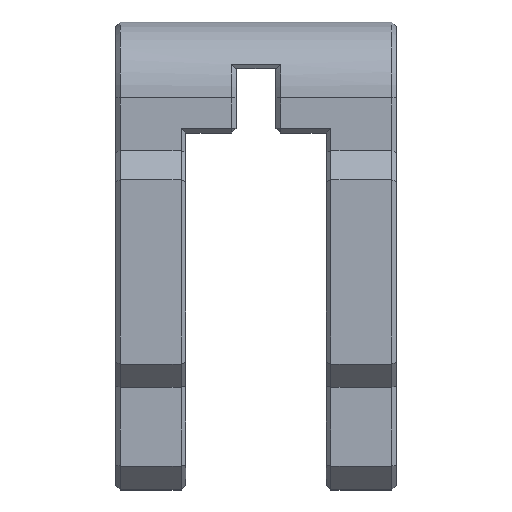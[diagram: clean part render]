
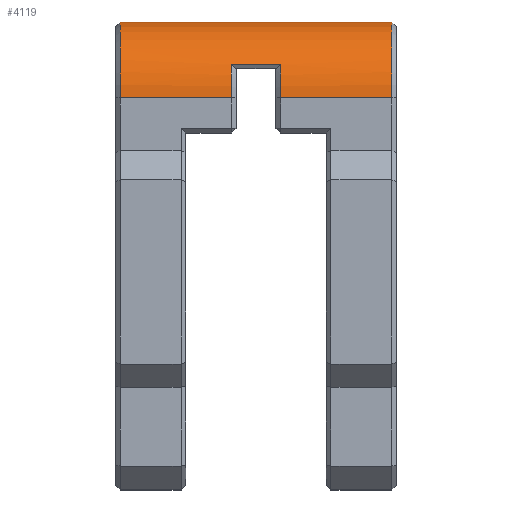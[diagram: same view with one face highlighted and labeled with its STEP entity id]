
A CAD part, top view. The second image highlights one B-rep face of the part: STEP entity #4119.
In plain terms, the highlighted cylindrical face has radius 6.5 mm (diameter 13 mm), a partial arc.
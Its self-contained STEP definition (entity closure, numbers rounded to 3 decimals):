
#874 = PLANE('',#875);
#875 = AXIS2_PLACEMENT_3D('',#876,#877,#878);
#876 = CARTESIAN_POINT('',(-12.,6.,12.5));
#877 = DIRECTION('',(0.,0.,1.));
#878 = DIRECTION('',(1.,0.,0.));
#2315 = EDGE_CURVE('',#2316,#2318,#2320,.T.);
#2316 = VERTEX_POINT('',#2317);
#2317 = CARTESIAN_POINT('',(-11.6,13.5,12.5));
#2318 = VERTEX_POINT('',#2319);
#2319 = CARTESIAN_POINT('',(-2.1,13.5,12.5));
#2320 = SURFACE_CURVE('',#2321,(#2325,#2332),.PCURVE_S1.);
#2321 = LINE('',#2322,#2323);
#2322 = CARTESIAN_POINT('',(-12.,13.5,12.5));
#2323 = VECTOR('',#2324,1.);
#2324 = DIRECTION('',(1.,0.,0.));
#2325 = PCURVE('',#874,#2326);
#2326 = DEFINITIONAL_REPRESENTATION('',(#2327),#2331);
#2327 = LINE('',#2328,#2329);
#2328 = CARTESIAN_POINT('',(0.,7.5));
#2329 = VECTOR('',#2330,1.);
#2330 = DIRECTION('',(1.,0.));
#2331 = ( GEOMETRIC_REPRESENTATION_CONTEXT(2) 
PARAMETRIC_REPRESENTATION_CONTEXT() REPRESENTATION_CONTEXT('2D SPACE',''
  ) );
#2332 = PCURVE('',#2333,#2338);
#2333 = CYLINDRICAL_SURFACE('',#2334,6.5);
#2334 = AXIS2_PLACEMENT_3D('',#2335,#2336,#2337);
#2335 = CARTESIAN_POINT('',(-12.,13.5,6.));
#2336 = DIRECTION('',(1.,0.,0.));
#2337 = DIRECTION('',(0.,0.,1.));
#2338 = DEFINITIONAL_REPRESENTATION('',(#2339),#2343);
#2339 = LINE('',#2340,#2341);
#2340 = CARTESIAN_POINT('',(-0.,0.));
#2341 = VECTOR('',#2342,1.);
#2342 = DIRECTION('',(-0.,1.));
#2343 = ( GEOMETRIC_REPRESENTATION_CONTEXT(2) 
PARAMETRIC_REPRESENTATION_CONTEXT() REPRESENTATION_CONTEXT('2D SPACE',''
  ) );
#3161 = CONICAL_SURFACE('',#3162,6.5,0.785);
#3162 = AXIS2_PLACEMENT_3D('',#3163,#3164,#3165);
#3163 = CARTESIAN_POINT('',(-11.6,13.5,6.));
#3164 = DIRECTION('',(1.,0.,0.));
#3165 = DIRECTION('',(0.,0.,1.));
#3507 = CONICAL_SURFACE('',#3508,6.5,0.785);
#3508 = AXIS2_PLACEMENT_3D('',#3509,#3510,#3511);
#3509 = CARTESIAN_POINT('',(-2.1,13.5,6.));
#3510 = DIRECTION('',(-1.,0.,0.));
#3511 = DIRECTION('',(0.,0.,1.));
#3905 = PLANE('',#3906);
#3906 = AXIS2_PLACEMENT_3D('',#3907,#3908,#3909);
#3907 = CARTESIAN_POINT('',(-13.,20.,0.));
#3908 = DIRECTION('',(0.,1.,0.));
#3909 = DIRECTION('',(0.,0.,1.));
#4119 = ADVANCED_FACE('',(#4120),#2333,.T.);
#4120 = FACE_BOUND('',#4121,.F.);
#4121 = EDGE_LOOP('',(#4122,#4123,#4147,#4170,#4199,#4227,#4256,#4284));
#4122 = ORIENTED_EDGE('',*,*,#2315,.F.);
#4123 = ORIENTED_EDGE('',*,*,#4124,.T.);
#4124 = EDGE_CURVE('',#2316,#4125,#4127,.T.);
#4125 = VERTEX_POINT('',#4126);
#4126 = CARTESIAN_POINT('',(-11.6,20.,6.));
#4127 = SURFACE_CURVE('',#4128,(#4133,#4140),.PCURVE_S1.);
#4128 = CIRCLE('',#4129,6.5);
#4129 = AXIS2_PLACEMENT_3D('',#4130,#4131,#4132);
#4130 = CARTESIAN_POINT('',(-11.6,13.5,6.));
#4131 = DIRECTION('',(-1.,0.,0.));
#4132 = DIRECTION('',(0.,0.,1.));
#4133 = PCURVE('',#2333,#4134);
#4134 = DEFINITIONAL_REPRESENTATION('',(#4135),#4139);
#4135 = LINE('',#4136,#4137);
#4136 = CARTESIAN_POINT('',(-0.,0.4));
#4137 = VECTOR('',#4138,1.);
#4138 = DIRECTION('',(-1.,0.));
#4139 = ( GEOMETRIC_REPRESENTATION_CONTEXT(2) 
PARAMETRIC_REPRESENTATION_CONTEXT() REPRESENTATION_CONTEXT('2D SPACE',''
  ) );
#4140 = PCURVE('',#3161,#4141);
#4141 = DEFINITIONAL_REPRESENTATION('',(#4142),#4146);
#4142 = LINE('',#4143,#4144);
#4143 = CARTESIAN_POINT('',(-0.,-0.));
#4144 = VECTOR('',#4145,1.);
#4145 = DIRECTION('',(-1.,-0.));
#4146 = ( GEOMETRIC_REPRESENTATION_CONTEXT(2) 
PARAMETRIC_REPRESENTATION_CONTEXT() REPRESENTATION_CONTEXT('2D SPACE',''
  ) );
#4147 = ORIENTED_EDGE('',*,*,#4148,.T.);
#4148 = EDGE_CURVE('',#4125,#4149,#4151,.T.);
#4149 = VERTEX_POINT('',#4150);
#4150 = CARTESIAN_POINT('',(11.6,20.,6.));
#4151 = SURFACE_CURVE('',#4152,(#4156,#4163),.PCURVE_S1.);
#4152 = LINE('',#4153,#4154);
#4153 = CARTESIAN_POINT('',(-12.,20.,6.));
#4154 = VECTOR('',#4155,1.);
#4155 = DIRECTION('',(1.,0.,0.));
#4156 = PCURVE('',#2333,#4157);
#4157 = DEFINITIONAL_REPRESENTATION('',(#4158),#4162);
#4158 = LINE('',#4159,#4160);
#4159 = CARTESIAN_POINT('',(-1.571,0.));
#4160 = VECTOR('',#4161,1.);
#4161 = DIRECTION('',(-0.,1.));
#4162 = ( GEOMETRIC_REPRESENTATION_CONTEXT(2) 
PARAMETRIC_REPRESENTATION_CONTEXT() REPRESENTATION_CONTEXT('2D SPACE',''
  ) );
#4163 = PCURVE('',#3905,#4164);
#4164 = DEFINITIONAL_REPRESENTATION('',(#4165),#4169);
#4165 = LINE('',#4166,#4167);
#4166 = CARTESIAN_POINT('',(6.,1.));
#4167 = VECTOR('',#4168,1.);
#4168 = DIRECTION('',(0.,1.));
#4169 = ( GEOMETRIC_REPRESENTATION_CONTEXT(2) 
PARAMETRIC_REPRESENTATION_CONTEXT() REPRESENTATION_CONTEXT('2D SPACE',''
  ) );
#4170 = ORIENTED_EDGE('',*,*,#4171,.T.);
#4171 = EDGE_CURVE('',#4149,#4172,#4174,.T.);
#4172 = VERTEX_POINT('',#4173);
#4173 = CARTESIAN_POINT('',(11.6,13.5,12.5));
#4174 = SURFACE_CURVE('',#4175,(#4180,#4187),.PCURVE_S1.);
#4175 = CIRCLE('',#4176,6.5);
#4176 = AXIS2_PLACEMENT_3D('',#4177,#4178,#4179);
#4177 = CARTESIAN_POINT('',(11.6,13.5,6.));
#4178 = DIRECTION('',(1.,0.,0.));
#4179 = DIRECTION('',(0.,1.,0.));
#4180 = PCURVE('',#2333,#4181);
#4181 = DEFINITIONAL_REPRESENTATION('',(#4182),#4186);
#4182 = LINE('',#4183,#4184);
#4183 = CARTESIAN_POINT('',(-1.571,23.6));
#4184 = VECTOR('',#4185,1.);
#4185 = DIRECTION('',(1.,-0.));
#4186 = ( GEOMETRIC_REPRESENTATION_CONTEXT(2) 
PARAMETRIC_REPRESENTATION_CONTEXT() REPRESENTATION_CONTEXT('2D SPACE',''
  ) );
#4187 = PCURVE('',#4188,#4193);
#4188 = CONICAL_SURFACE('',#4189,6.5,0.785);
#4189 = AXIS2_PLACEMENT_3D('',#4190,#4191,#4192);
#4190 = CARTESIAN_POINT('',(11.6,13.5,6.));
#4191 = DIRECTION('',(-1.,0.,0.));
#4192 = DIRECTION('',(0.,1.,0.));
#4193 = DEFINITIONAL_REPRESENTATION('',(#4194),#4198);
#4194 = LINE('',#4195,#4196);
#4195 = CARTESIAN_POINT('',(-0.,-0.));
#4196 = VECTOR('',#4197,1.);
#4197 = DIRECTION('',(-1.,-0.));
#4198 = ( GEOMETRIC_REPRESENTATION_CONTEXT(2) 
PARAMETRIC_REPRESENTATION_CONTEXT() REPRESENTATION_CONTEXT('2D SPACE',''
  ) );
#4199 = ORIENTED_EDGE('',*,*,#4200,.F.);
#4200 = EDGE_CURVE('',#4201,#4172,#4203,.T.);
#4201 = VERTEX_POINT('',#4202);
#4202 = CARTESIAN_POINT('',(2.1,13.5,12.5));
#4203 = SURFACE_CURVE('',#4204,(#4208,#4215),.PCURVE_S1.);
#4204 = LINE('',#4205,#4206);
#4205 = CARTESIAN_POINT('',(-12.,13.5,12.5));
#4206 = VECTOR('',#4207,1.);
#4207 = DIRECTION('',(1.,0.,0.));
#4208 = PCURVE('',#2333,#4209);
#4209 = DEFINITIONAL_REPRESENTATION('',(#4210),#4214);
#4210 = LINE('',#4211,#4212);
#4211 = CARTESIAN_POINT('',(-0.,0.));
#4212 = VECTOR('',#4213,1.);
#4213 = DIRECTION('',(-0.,1.));
#4214 = ( GEOMETRIC_REPRESENTATION_CONTEXT(2) 
PARAMETRIC_REPRESENTATION_CONTEXT() REPRESENTATION_CONTEXT('2D SPACE',''
  ) );
#4215 = PCURVE('',#4216,#4221);
#4216 = PLANE('',#4217);
#4217 = AXIS2_PLACEMENT_3D('',#4218,#4219,#4220);
#4218 = CARTESIAN_POINT('',(-12.,6.,12.5));
#4219 = DIRECTION('',(0.,0.,1.));
#4220 = DIRECTION('',(1.,0.,0.));
#4221 = DEFINITIONAL_REPRESENTATION('',(#4222),#4226);
#4222 = LINE('',#4223,#4224);
#4223 = CARTESIAN_POINT('',(0.,7.5));
#4224 = VECTOR('',#4225,1.);
#4225 = DIRECTION('',(1.,0.));
#4226 = ( GEOMETRIC_REPRESENTATION_CONTEXT(2) 
PARAMETRIC_REPRESENTATION_CONTEXT() REPRESENTATION_CONTEXT('2D SPACE',''
  ) );
#4227 = ORIENTED_EDGE('',*,*,#4228,.T.);
#4228 = EDGE_CURVE('',#4201,#4229,#4231,.T.);
#4229 = VERTEX_POINT('',#4230);
#4230 = CARTESIAN_POINT('',(2.1,16.364,11.835));
#4231 = SURFACE_CURVE('',#4232,(#4237,#4244),.PCURVE_S1.);
#4232 = CIRCLE('',#4233,6.5);
#4233 = AXIS2_PLACEMENT_3D('',#4234,#4235,#4236);
#4234 = CARTESIAN_POINT('',(2.1,13.5,6.));
#4235 = DIRECTION('',(-1.,0.,0.));
#4236 = DIRECTION('',(0.,0.,1.));
#4237 = PCURVE('',#2333,#4238);
#4238 = DEFINITIONAL_REPRESENTATION('',(#4239),#4243);
#4239 = LINE('',#4240,#4241);
#4240 = CARTESIAN_POINT('',(0.,14.1));
#4241 = VECTOR('',#4242,1.);
#4242 = DIRECTION('',(-1.,0.));
#4243 = ( GEOMETRIC_REPRESENTATION_CONTEXT(2) 
PARAMETRIC_REPRESENTATION_CONTEXT() REPRESENTATION_CONTEXT('2D SPACE',''
  ) );
#4244 = PCURVE('',#4245,#4250);
#4245 = CONICAL_SURFACE('',#4246,6.5,0.785);
#4246 = AXIS2_PLACEMENT_3D('',#4247,#4248,#4249);
#4247 = CARTESIAN_POINT('',(2.1,13.5,6.));
#4248 = DIRECTION('',(1.,0.,0.));
#4249 = DIRECTION('',(0.,0.,1.));
#4250 = DEFINITIONAL_REPRESENTATION('',(#4251),#4255);
#4251 = LINE('',#4252,#4253);
#4252 = CARTESIAN_POINT('',(-0.,0.));
#4253 = VECTOR('',#4254,1.);
#4254 = DIRECTION('',(-1.,0.));
#4255 = ( GEOMETRIC_REPRESENTATION_CONTEXT(2) 
PARAMETRIC_REPRESENTATION_CONTEXT() REPRESENTATION_CONTEXT('2D SPACE',''
  ) );
#4256 = ORIENTED_EDGE('',*,*,#4257,.F.);
#4257 = EDGE_CURVE('',#4258,#4229,#4260,.T.);
#4258 = VERTEX_POINT('',#4259);
#4259 = CARTESIAN_POINT('',(-2.1,16.364,11.835));
#4260 = SURFACE_CURVE('',#4261,(#4265,#4272),.PCURVE_S1.);
#4261 = LINE('',#4262,#4263);
#4262 = CARTESIAN_POINT('',(-1.7,16.364,11.835));
#4263 = VECTOR('',#4264,1.);
#4264 = DIRECTION('',(1.,0.,0.));
#4265 = PCURVE('',#2333,#4266);
#4266 = DEFINITIONAL_REPRESENTATION('',(#4267),#4271);
#4267 = LINE('',#4268,#4269);
#4268 = CARTESIAN_POINT('',(-0.456,10.3));
#4269 = VECTOR('',#4270,1.);
#4270 = DIRECTION('',(-0.,1.));
#4271 = ( GEOMETRIC_REPRESENTATION_CONTEXT(2) 
PARAMETRIC_REPRESENTATION_CONTEXT() REPRESENTATION_CONTEXT('2D SPACE',''
  ) );
#4272 = PCURVE('',#4273,#4278);
#4273 = PLANE('',#4274);
#4274 = AXIS2_PLACEMENT_3D('',#4275,#4276,#4277);
#4275 = CARTESIAN_POINT('',(-1.7,16.,11.6));
#4276 = DIRECTION('',(0.,-0.542,0.84));
#4277 = DIRECTION('',(1.,0.,0.));
#4278 = DEFINITIONAL_REPRESENTATION('',(#4279),#4283);
#4279 = LINE('',#4280,#4281);
#4280 = CARTESIAN_POINT('',(0.,0.433));
#4281 = VECTOR('',#4282,1.);
#4282 = DIRECTION('',(1.,0.));
#4283 = ( GEOMETRIC_REPRESENTATION_CONTEXT(2) 
PARAMETRIC_REPRESENTATION_CONTEXT() REPRESENTATION_CONTEXT('2D SPACE',''
  ) );
#4284 = ORIENTED_EDGE('',*,*,#4285,.F.);
#4285 = EDGE_CURVE('',#2318,#4258,#4286,.T.);
#4286 = SURFACE_CURVE('',#4287,(#4292,#4299),.PCURVE_S1.);
#4287 = CIRCLE('',#4288,6.5);
#4288 = AXIS2_PLACEMENT_3D('',#4289,#4290,#4291);
#4289 = CARTESIAN_POINT('',(-2.1,13.5,6.));
#4290 = DIRECTION('',(-1.,0.,0.));
#4291 = DIRECTION('',(0.,0.,1.));
#4292 = PCURVE('',#2333,#4293);
#4293 = DEFINITIONAL_REPRESENTATION('',(#4294),#4298);
#4294 = LINE('',#4295,#4296);
#4295 = CARTESIAN_POINT('',(0.,9.9));
#4296 = VECTOR('',#4297,1.);
#4297 = DIRECTION('',(-1.,0.));
#4298 = ( GEOMETRIC_REPRESENTATION_CONTEXT(2) 
PARAMETRIC_REPRESENTATION_CONTEXT() REPRESENTATION_CONTEXT('2D SPACE',''
  ) );
#4299 = PCURVE('',#3507,#4300);
#4300 = DEFINITIONAL_REPRESENTATION('',(#4301),#4305);
#4301 = LINE('',#4302,#4303);
#4302 = CARTESIAN_POINT('',(0.,-0.));
#4303 = VECTOR('',#4304,1.);
#4304 = DIRECTION('',(1.,-0.));
#4305 = ( GEOMETRIC_REPRESENTATION_CONTEXT(2) 
PARAMETRIC_REPRESENTATION_CONTEXT() REPRESENTATION_CONTEXT('2D SPACE',''
  ) );
